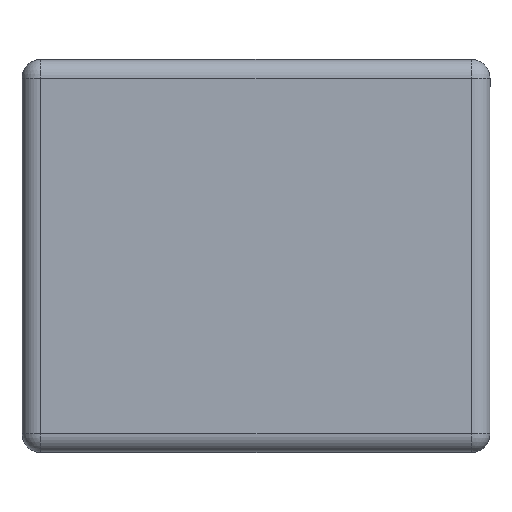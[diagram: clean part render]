
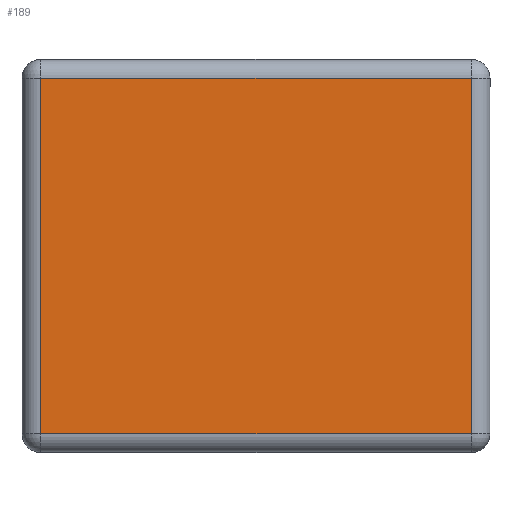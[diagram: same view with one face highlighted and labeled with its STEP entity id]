
A CAD part, left-side view. The second image highlights one B-rep face of the part: STEP entity #189.
In plain terms, the highlighted planar face has unit normal (-1, 0, 0).
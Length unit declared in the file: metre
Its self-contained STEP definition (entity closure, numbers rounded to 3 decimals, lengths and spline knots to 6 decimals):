
#189=ADVANCED_FACE('0:155',(#354),#355,.F.);
#354=FACE_OUTER_BOUND('',#522,.T.);
#355=PLANE('',#523);
#522=EDGE_LOOP('',(#724,#725,#726,#727));
#523=AXIS2_PLACEMENT_3D('',#728,#729,#730);
#724=ORIENTED_EDGE('',*,*,#1051,.T.);
#725=ORIENTED_EDGE('',*,*,#1052,.T.);
#726=ORIENTED_EDGE('',*,*,#1053,.T.);
#727=ORIENTED_EDGE('',*,*,#1054,.T.);
#728=CARTESIAN_POINT('',(-0.001,0.00105,-0.000625));
#729=DIRECTION('',(1.0,0.0,0.));
#730=DIRECTION('',(0.0,1.0,0.0));
#1051=EDGE_CURVE('0:209',#1212,#1213,#1214,.T.);
#1052=EDGE_CURVE('0:212',#1213,#1215,#1216,.T.);
#1053=EDGE_CURVE('0:215',#1215,#1217,#1218,.T.);
#1054=EDGE_CURVE('0:218',#1217,#1212,#1219,.T.);
#1212=VERTEX_POINT('NONE',#1429);
#1213=VERTEX_POINT('NONE',#1430);
#1214=LINE('',#1431,#1432);
#1215=VERTEX_POINT('NONE',#1433);
#1216=LINE('',#1434,#1435);
#1217=VERTEX_POINT('NONE',#1436);
#1218=LINE('',#1437,#1438);
#1219=LINE('',#1439,#1440);
#1429=CARTESIAN_POINT('',(-0.001,0.001,0.000575));
#1430=CARTESIAN_POINT('',(-0.001,0.001,-0.000575));
#1431=CARTESIAN_POINT('',(-0.001,0.001,-0.000625));
#1432=VECTOR('',#1658,1.0);
#1433=CARTESIAN_POINT('',(-0.001,0.00005,-0.000575));
#1434=CARTESIAN_POINT('',(-0.001,0.00105,-0.000575));
#1435=VECTOR('',#1659,1.0);
#1436=CARTESIAN_POINT('',(-0.001,0.00005,0.000575));
#1437=CARTESIAN_POINT('',(-0.001,0.00005,-0.000625));
#1438=VECTOR('',#1660,1.0);
#1439=CARTESIAN_POINT('',(-0.001,0.00105,0.000575));
#1440=VECTOR('',#1661,1.0);
#1658=DIRECTION('',(0.,-0.0,-1.0));
#1659=DIRECTION('',(0.0,-1.0,0.0));
#1660=DIRECTION('',(0.,-0.0,1.0));
#1661=DIRECTION('',(-0.0,1.0,-0.0));
